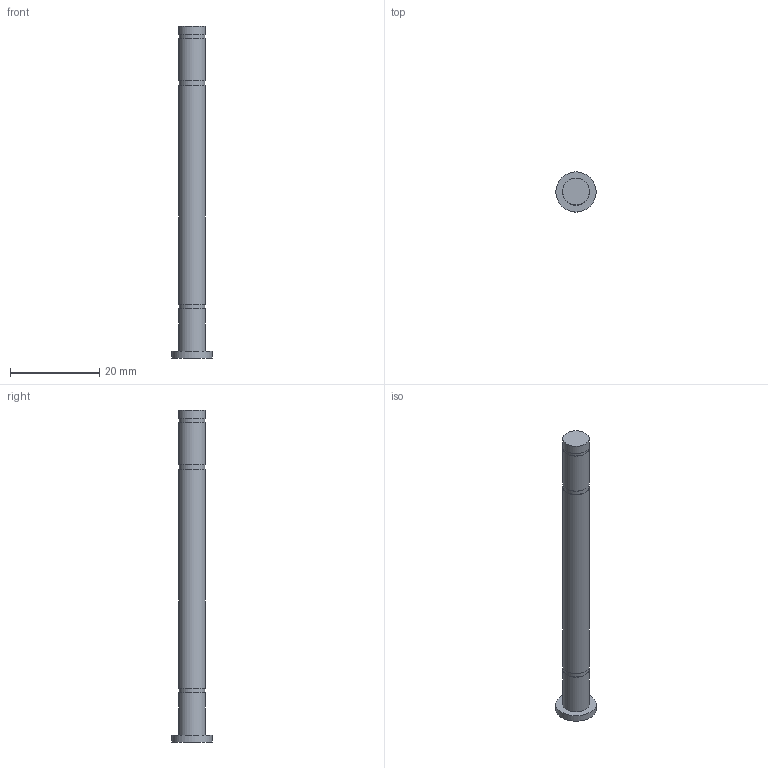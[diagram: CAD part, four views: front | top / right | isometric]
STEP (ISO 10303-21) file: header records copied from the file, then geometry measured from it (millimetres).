
FILE_DESCRIPTION(/* description */ (''),/* implementation_level */ '2;1');
FILE_NAME(/* name */ 'HingePin AkselKobling.stp',/* time_stamp */ '2025-08-07T17:09:42+02:00',/* author */ ('roone'),/* organization */ (''),/* preprocessor_version */ 'ST-DEVELOPER v20',/* originating_system */ 'Autodesk Inventor 2025',/* authorisation */ '');
FILE_SCHEMA (('AUTOMOTIVE_DESIGN { 1 0 10303 214 3 1 1 }'));
Length unit declared in the file: millimetre
Products named in the file (1): HingePin AkselKobling
Bounding box: 9 x 9 x 74.3 mm (x, y, z)
Volume: 2146.4 mm3; surface area: 1555.9 mm2
Topology: 1 solids, 1 shells, 17 faces, 24 edges, 16 vertices
Faces by surface type: plane 9, cylinder 8
Full cylindrical faces by diameter (mm): 5.7 x3, 6 x4, 9 x1
Entity records: 420 total; most frequent: DIRECTION 76, CARTESIAN_POINT 58, ORIENTED_EDGE 48, AXIS2_PLACEMENT_3D 34, EDGE_LOOP 24, EDGE_CURVE 24, FACE_OUTER_BOUND 17, ADVANCED_FACE 17
